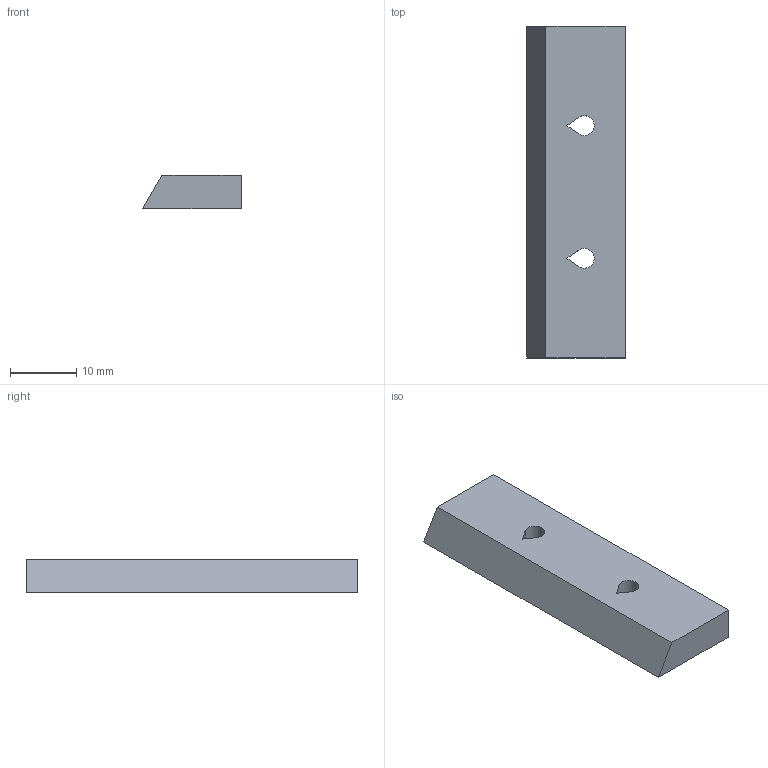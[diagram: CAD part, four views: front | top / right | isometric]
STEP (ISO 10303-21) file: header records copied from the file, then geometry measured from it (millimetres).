
FILE_DESCRIPTION(('FreeCAD Model'),'2;1');
FILE_NAME('LowerLid.step','2016-05-19T15:19:24',('Author'),( ''),'Open CASCADE STEP processor 6.8','FreeCAD','Unknown');
FILE_SCHEMA(('AUTOMOTIVE_DESIGN_CC2 { 1 2 10303 214 -1 1 5 4 }'));
Length unit declared in the file: millimetre
Products named in the file (2): ASSEMBLY; LowerLid
Assembly tree (1 placements, depth 2):
  ASSEMBLY
    LowerLid
Bounding box: 14.89 x 50 x 5 mm (x, y, z)
Volume: 3279.6 mm3; surface area: 2093.3 mm2
Topology: 1 solids, 1 shells, 12 faces, 32 edges, 22 vertices
Faces by surface type: plane 10, cylinder 2
Entity records: 815 total; most frequent: CARTESIAN_POINT 156, DIRECTION 104, ORIENTED_EDGE 64, LINE 64, VECTOR 64, PCURVE 64, DEFINITIONAL_REPRESENTATION 64, EDGE_CURVE 32
